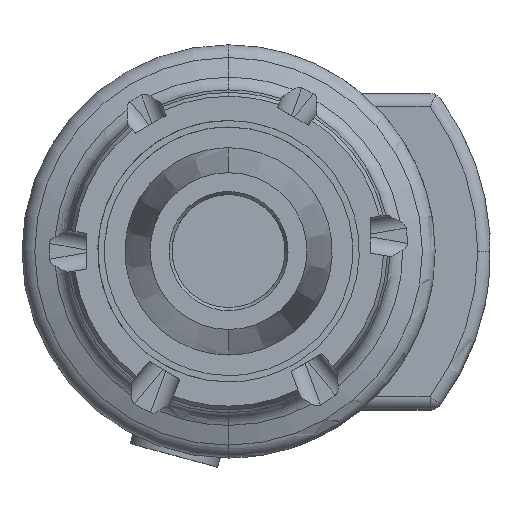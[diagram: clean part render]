
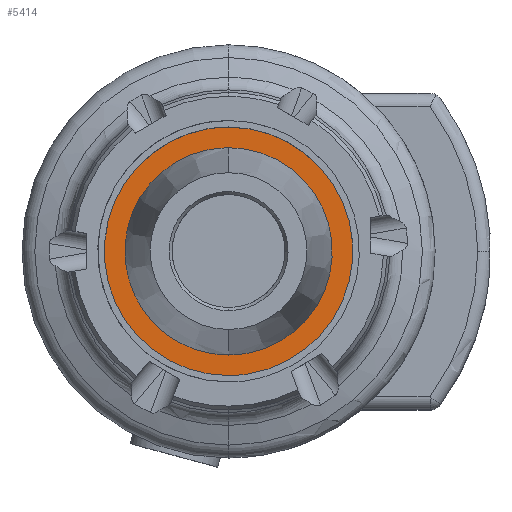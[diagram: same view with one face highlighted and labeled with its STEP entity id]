
A CAD part, top view. The second image highlights one B-rep face of the part: STEP entity #5414.
In plain terms, the highlighted planar face has unit normal (0, 0, 1).
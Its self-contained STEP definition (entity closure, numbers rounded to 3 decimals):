
#5372=AXIS2_PLACEMENT_3D('Plane Axis2P3D',#5369,#5370,#5371) ;
#5306=CARTESIAN_POINT('Vertex',(0.,19.25,0.)) ;
#5310=CARTESIAN_POINT('Control Point',(0.,19.25,0.)) ;
#5311=CARTESIAN_POINT('Control Point',(3.024,19.25,0.)) ;
#5312=CARTESIAN_POINT('Control Point',(6.048,18.656,0.)) ;
#5313=CARTESIAN_POINT('Control Point',(8.916,17.468,0.)) ;
#5314=CARTESIAN_POINT('Control Point',(14.032,14.032,0.)) ;
#5315=CARTESIAN_POINT('Control Point',(17.468,8.916,0.)) ;
#5316=CARTESIAN_POINT('Control Point',(18.656,6.048,0.)) ;
#5317=CARTESIAN_POINT('Control Point',(19.844,0.,0.)) ;
#5318=CARTESIAN_POINT('Control Point',(18.656,-6.048,0.)) ;
#5319=CARTESIAN_POINT('Control Point',(17.468,-8.916,0.)) ;
#5320=CARTESIAN_POINT('Control Point',(14.032,-14.032,0.)) ;
#5321=CARTESIAN_POINT('Control Point',(8.916,-17.468,0.)) ;
#5322=CARTESIAN_POINT('Control Point',(6.048,-18.656,0.)) ;
#5323=CARTESIAN_POINT('Control Point',(3.024,-19.25,0.)) ;
#5324=CARTESIAN_POINT('Control Point',(0.,-19.25,0.)) ;
#5325=CARTESIAN_POINT('Vertex',(0.,-19.25,0.)) ;
#5346=CARTESIAN_POINT('Control Point',(0.,-19.25,0.)) ;
#5347=CARTESIAN_POINT('Control Point',(-3.024,-19.25,0.)) ;
#5348=CARTESIAN_POINT('Control Point',(-6.048,-18.656,0.)) ;
#5349=CARTESIAN_POINT('Control Point',(-8.916,-17.468,0.)) ;
#5350=CARTESIAN_POINT('Control Point',(-14.032,-14.032,0.)) ;
#5351=CARTESIAN_POINT('Control Point',(-17.468,-8.916,0.)) ;
#5352=CARTESIAN_POINT('Control Point',(-18.656,-6.048,0.)) ;
#5353=CARTESIAN_POINT('Control Point',(-19.844,0.,0.)) ;
#5354=CARTESIAN_POINT('Control Point',(-18.656,6.048,0.)) ;
#5355=CARTESIAN_POINT('Control Point',(-17.468,8.916,0.)) ;
#5356=CARTESIAN_POINT('Control Point',(-14.032,14.032,0.)) ;
#5357=CARTESIAN_POINT('Control Point',(-8.916,17.468,0.)) ;
#5358=CARTESIAN_POINT('Control Point',(-6.048,18.656,0.)) ;
#5359=CARTESIAN_POINT('Control Point',(-3.024,19.25,0.)) ;
#5360=CARTESIAN_POINT('Control Point',(0.,19.25,0.)) ;
#5369=CARTESIAN_POINT('Axis2P3D Location',(-19.25,0.,0.)) ;
#5379=CARTESIAN_POINT('Control Point',(0.,16.056,0.)) ;
#5380=CARTESIAN_POINT('Control Point',(3.932,16.056,0.)) ;
#5381=CARTESIAN_POINT('Control Point',(7.865,14.852,0.)) ;
#5382=CARTESIAN_POINT('Control Point',(11.294,12.445,0.)) ;
#5383=CARTESIAN_POINT('Control Point',(16.232,5.868,0.)) ;
#5384=CARTESIAN_POINT('Control Point',(16.641,-2.347,0.)) ;
#5385=CARTESIAN_POINT('Control Point',(15.544,-6.391,0.)) ;
#5386=CARTESIAN_POINT('Control Point',(12.013,-11.78,0.)) ;
#5387=CARTESIAN_POINT('Control Point',(6.594,-14.897,0.)) ;
#5388=CARTESIAN_POINT('Control Point',(4.456,-15.67,0.)) ;
#5389=CARTESIAN_POINT('Control Point',(2.228,-16.056,0.)) ;
#5390=CARTESIAN_POINT('Control Point',(0.,-16.056,0.)) ;
#5391=CARTESIAN_POINT('Vertex',(0.,16.056,0.)) ;
#5393=CARTESIAN_POINT('Vertex',(0.,-16.056,0.)) ;
#5397=CARTESIAN_POINT('Control Point',(0.,-16.056,0.)) ;
#5398=CARTESIAN_POINT('Control Point',(-3.932,-16.056,0.)) ;
#5399=CARTESIAN_POINT('Control Point',(-7.865,-14.852,0.)) ;
#5400=CARTESIAN_POINT('Control Point',(-11.294,-12.445,0.)) ;
#5401=CARTESIAN_POINT('Control Point',(-16.232,-5.868,0.)) ;
#5402=CARTESIAN_POINT('Control Point',(-16.641,2.347,0.)) ;
#5403=CARTESIAN_POINT('Control Point',(-15.544,6.391,0.)) ;
#5404=CARTESIAN_POINT('Control Point',(-12.013,11.78,0.)) ;
#5405=CARTESIAN_POINT('Control Point',(-6.594,14.897,0.)) ;
#5406=CARTESIAN_POINT('Control Point',(-4.456,15.67,0.)) ;
#5407=CARTESIAN_POINT('Control Point',(-2.228,16.056,0.)) ;
#5408=CARTESIAN_POINT('Control Point',(0.,16.056,0.)) ;
#5370=DIRECTION('Axis2P3D Direction',(0.,-0.,1.)) ;
#5371=DIRECTION('Axis2P3D XDirection',(0.,1.,0.)) ;
#5375=ORIENTED_EDGE('',*,*,#5327,.F.) ;
#5376=ORIENTED_EDGE('',*,*,#5361,.F.) ;
#5411=ORIENTED_EDGE('',*,*,#5395,.T.) ;
#5412=ORIENTED_EDGE('',*,*,#5409,.T.) ;
#5413=FACE_BOUND('',#5410,.T.) ;
#5414=ADVANCED_FACE('NOCUT',(#5377,#5413),#5373,.T.) ;
#5309=B_SPLINE_CURVE_WITH_KNOTS('',5,(#5310,#5311,#5312,#5313,#5314,#5315,#5316,#5317,#5318,#5319,#5320,#5321,#5322,#5323,#5324),.UNSPECIFIED.,.F.,.U.,(6,3,3,3,6),(-30.238,-15.119,0.,15.119,30.238),.UNSPECIFIED.) ;
#5345=B_SPLINE_CURVE_WITH_KNOTS('',5,(#5346,#5347,#5348,#5349,#5350,#5351,#5352,#5353,#5354,#5355,#5356,#5357,#5358,#5359,#5360),.UNSPECIFIED.,.F.,.U.,(6,3,3,3,6),(-30.238,-15.119,0.,15.119,30.238),.UNSPECIFIED.) ;
#5378=B_SPLINE_CURVE_WITH_KNOTS('',5,(#5379,#5380,#5381,#5382,#5383,#5384,#5385,#5386,#5387,#5388,#5389,#5390),.UNSPECIFIED.,.F.,.U.,(6,3,3,6),(0.,124.021,248.044,318.31),.UNSPECIFIED.) ;
#5396=B_SPLINE_CURVE_WITH_KNOTS('',5,(#5397,#5398,#5399,#5400,#5401,#5402,#5403,#5404,#5405,#5406,#5407,#5408),.UNSPECIFIED.,.F.,.U.,(6,3,3,6),(0.,124.021,248.044,318.31),.UNSPECIFIED.) ;
#5327=EDGE_CURVE('',#5307,#5326,#5309,.T.) ;
#5361=EDGE_CURVE('',#5326,#5307,#5345,.T.) ;
#5395=EDGE_CURVE('',#5392,#5394,#5378,.T.) ;
#5409=EDGE_CURVE('',#5394,#5392,#5396,.T.) ;
#5374=EDGE_LOOP('',(#5375,#5376)) ;
#5410=EDGE_LOOP('',(#5411,#5412)) ;
#5377=FACE_OUTER_BOUND('',#5374,.T.) ;
#5373=PLANE('',#5372) ;
#5307=VERTEX_POINT('',#5306) ;
#5326=VERTEX_POINT('',#5325) ;
#5392=VERTEX_POINT('',#5391) ;
#5394=VERTEX_POINT('',#5393) ;
